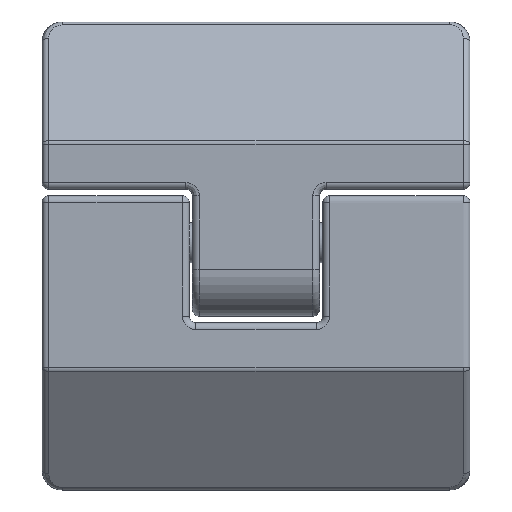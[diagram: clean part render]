
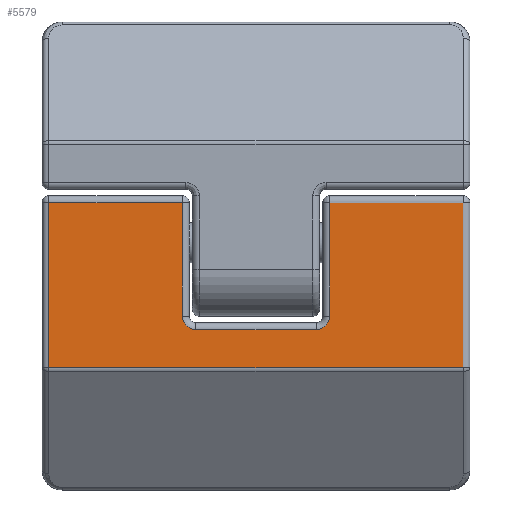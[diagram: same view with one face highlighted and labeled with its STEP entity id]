
A CAD part, front view. The second image highlights one B-rep face of the part: STEP entity #5579.
In plain terms, the highlighted planar face has unit normal (0, -1, 0).
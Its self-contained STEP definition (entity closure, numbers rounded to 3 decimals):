
#71 = DIRECTION ( 'NONE',  ( 0., 1., 0. ) ) ;
#75 = CARTESIAN_POINT ( 'NONE',  ( 15.5, -3.5, -3. ) ) ;
#82 = AXIS2_PLACEMENT_3D ( 'NONE', #159, #71, #148 ) ;
#109 = CARTESIAN_POINT ( 'NONE',  ( -5.5, -3.5, -5.5 ) ) ;
#122 = LINE ( 'NONE', #75, #139 ) ;
#124 = AXIS2_PLACEMENT_3D ( 'NONE', #145, #132, #131 ) ;
#125 = CIRCLE ( 'NONE', #124, 1. ) ;
#128 = CIRCLE ( 'NONE', #82, 1. ) ;
#131 = DIRECTION ( 'NONE',  ( 0., 0., -1. ) ) ;
#132 = DIRECTION ( 'NONE',  ( 0., 1., 0. ) ) ;
#138 = DIRECTION ( 'NONE',  ( 0., 0., 1. ) ) ;
#139 = VECTOR ( 'NONE', #138, 1000. ) ;
#143 = CARTESIAN_POINT ( 'NONE',  ( -4.5, -3.5, -6.5 ) ) ;
#145 = CARTESIAN_POINT ( 'NONE',  ( -4.5, -3.5, -5.5 ) ) ;
#148 = DIRECTION ( 'NONE',  ( 0., 0., -1. ) ) ;
#159 = CARTESIAN_POINT ( 'NONE',  ( 4.5, -3.5, -5.5 ) ) ;
#2718 = CARTESIAN_POINT ( 'NONE',  ( -15.5, -3.5, -3.36 ) ) ;
#2775 = CARTESIAN_POINT ( 'NONE',  ( 5.5, -3.5, 3. ) ) ;
#2835 = CARTESIAN_POINT ( 'NONE',  ( 15.5, -3.5, 3. ) ) ;
#2884 = CARTESIAN_POINT ( 'NONE',  ( -5.5, -3.5, 3. ) ) ;
#2927 = CARTESIAN_POINT ( 'NONE',  ( 4.5, -3.5, -6.5 ) ) ;
#3012 = CARTESIAN_POINT ( 'NONE',  ( 15.5, -3.5, -9.343 ) ) ;
#3077 = DIRECTION ( 'NONE',  ( 0., 0., -1. ) ) ;
#3078 = VECTOR ( 'NONE', #3077, 1000. ) ;
#3079 = CARTESIAN_POINT ( 'NONE',  ( 5.5, -3.5, -3. ) ) ;
#3080 = LINE ( 'NONE', #3079, #3078 ) ;
#3098 = DIRECTION ( 'NONE',  ( -1., 0., 0. ) ) ;
#3099 = VECTOR ( 'NONE', #3098, 1000. ) ;
#3100 = CARTESIAN_POINT ( 'NONE',  ( 0., -3.5, -6.5 ) ) ;
#3101 = LINE ( 'NONE', #3100, #3099 ) ;
#3197 = DIRECTION ( 'NONE',  ( 1., 0., 0. ) ) ;
#3198 = VECTOR ( 'NONE', #3197, 1000. ) ;
#3199 = CARTESIAN_POINT ( 'NONE',  ( 0., -3.5, -9.343 ) ) ;
#3200 = LINE ( 'NONE', #3199, #3198 ) ;
#3221 = VECTOR ( 'NONE', #3810, 1000. ) ;
#3249 = CARTESIAN_POINT ( 'NONE',  ( -15.5, -3.5, 3. ) ) ;
#3250 = DIRECTION ( 'NONE',  ( -1., 0., 0. ) ) ;
#3251 = VECTOR ( 'NONE', #3250, 1000. ) ;
#3252 = CARTESIAN_POINT ( 'NONE',  ( 0., -3.5, 3. ) ) ;
#3253 = LINE ( 'NONE', #3252, #3251 ) ;
#3277 = CARTESIAN_POINT ( 'NONE',  ( -5.5, -3.5, -3. ) ) ;
#3278 = LINE ( 'NONE', #3277, #3341 ) ;
#3297 = CARTESIAN_POINT ( 'NONE',  ( -15.5, -3.5, -9.343 ) ) ;
#3332 = DIRECTION ( 'NONE',  ( -1., 0., 0. ) ) ;
#3333 = VECTOR ( 'NONE', #3332, 1000. ) ;
#3334 = CARTESIAN_POINT ( 'NONE',  ( 0., -3.5, 3. ) ) ;
#3335 = LINE ( 'NONE', #3334, #3333 ) ;
#3340 = DIRECTION ( 'NONE',  ( 0., 0., 1. ) ) ;
#3341 = VECTOR ( 'NONE', #3340, 1000. ) ;
#3451 = FACE_OUTER_BOUND ( 'NONE', #5522, .T. ) ;
#3452 = CARTESIAN_POINT ( 'NONE',  ( -16., -3.5, 3.5 ) ) ;
#3453 = PLANE ( 'NONE',  #3455 ) ;
#3455 = AXIS2_PLACEMENT_3D ( 'NONE', #3452, #3473, #3472 ) ;
#3471 = LINE ( 'NONE', #2718, #3221 ) ;
#3472 = DIRECTION ( 'NONE',  ( 0., 0., -1. ) ) ;
#3473 = DIRECTION ( 'NONE',  ( 0., -1., 0. ) ) ;
#3810 = DIRECTION ( 'NONE',  ( 0., 0., 1. ) ) ;
#3834 = VERTEX_POINT ( 'NONE', #5635 ) ;
#3842 = EDGE_CURVE ( 'NONE', #3834, #5298, #128, .T. ) ;
#3855 = VERTEX_POINT ( 'NONE', #109 ) ;
#3886 = VERTEX_POINT ( 'NONE', #143 ) ;
#3888 = EDGE_CURVE ( 'NONE', #3886, #3855, #125, .T. ) ;
#4151 = EDGE_CURVE ( 'NONE', #5347, #5239, #122, .T. ) ;
#5203 = VERTEX_POINT ( 'NONE', #2775 ) ;
#5239 = VERTEX_POINT ( 'NONE', #2835 ) ;
#5281 = VERTEX_POINT ( 'NONE', #2884 ) ;
#5298 = VERTEX_POINT ( 'NONE', #2927 ) ;
#5347 = VERTEX_POINT ( 'NONE', #3012 ) ;
#5379 = EDGE_CURVE ( 'NONE', #5203, #3834, #3080, .T. ) ;
#5400 = EDGE_CURVE ( 'NONE', #5298, #3886, #3101, .T. ) ;
#5452 = EDGE_CURVE ( 'NONE', #5496, #5347, #3200, .T. ) ;
#5484 = EDGE_CURVE ( 'NONE', #5281, #5485, #3253, .T. ) ;
#5485 = VERTEX_POINT ( 'NONE', #3249 ) ;
#5496 = VERTEX_POINT ( 'NONE', #3297 ) ;
#5508 = EDGE_CURVE ( 'NONE', #3855, #5281, #3278, .T. ) ;
#5515 = EDGE_CURVE ( 'NONE', #5239, #5203, #3335, .T. ) ;
#5522 = EDGE_LOOP ( 'NONE', ( #5541, #5524, #5580, #5578, #5523, #5539, #5560, #5576, #5583, #5535 ) ) ;
#5523 = ORIENTED_EDGE ( 'NONE', *, *, #5515, .T. ) ;
#5524 = ORIENTED_EDGE ( 'NONE', *, *, #5581, .F. ) ;
#5535 = ORIENTED_EDGE ( 'NONE', *, *, #5508, .T. ) ;
#5539 = ORIENTED_EDGE ( 'NONE', *, *, #5379, .T. ) ;
#5541 = ORIENTED_EDGE ( 'NONE', *, *, #5484, .T. ) ;
#5560 = ORIENTED_EDGE ( 'NONE', *, *, #3842, .T. ) ;
#5576 = ORIENTED_EDGE ( 'NONE', *, *, #5400, .T. ) ;
#5578 = ORIENTED_EDGE ( 'NONE', *, *, #4151, .T. ) ;
#5579 = ADVANCED_FACE ( 'NONE', ( #3451 ), #3453, .T. ) ;
#5580 = ORIENTED_EDGE ( 'NONE', *, *, #5452, .T. ) ;
#5581 = EDGE_CURVE ( 'NONE', #5496, #5485, #3471, .T. ) ;
#5583 = ORIENTED_EDGE ( 'NONE', *, *, #3888, .T. ) ;
#5635 = CARTESIAN_POINT ( 'NONE',  ( 5.5, -3.5, -5.5 ) ) ;
